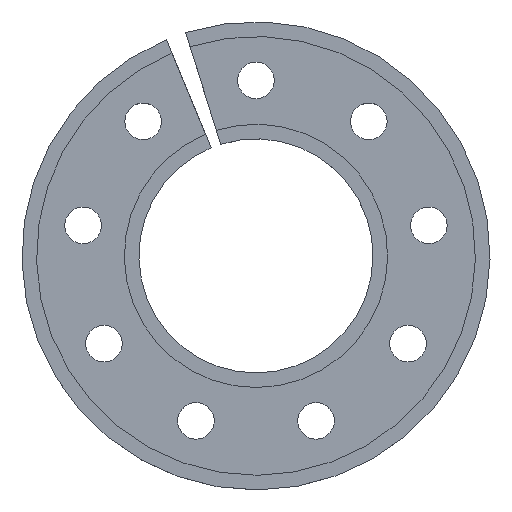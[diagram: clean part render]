
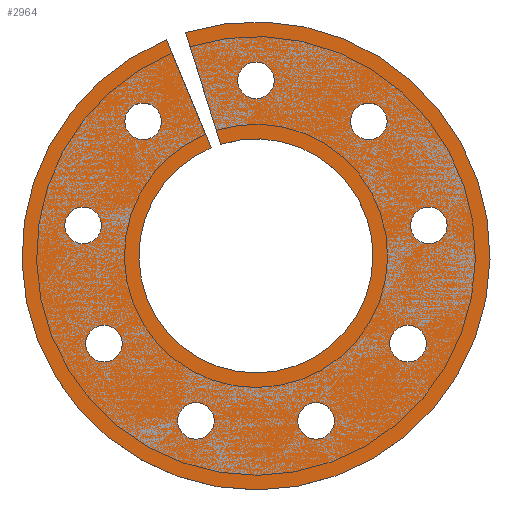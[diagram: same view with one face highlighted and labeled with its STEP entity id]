
A CAD part, top view. The second image highlights one B-rep face of the part: STEP entity #2964.
In plain terms, the highlighted planar face has unit normal (0, 0, 1).
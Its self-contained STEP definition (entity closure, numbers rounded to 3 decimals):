
#163=FACE_BOUND('',#607,.T.);
#164=FACE_BOUND('',#608,.T.);
#165=FACE_BOUND('',#609,.T.);
#166=FACE_BOUND('',#610,.T.);
#167=FACE_BOUND('',#611,.T.);
#168=FACE_BOUND('',#612,.T.);
#169=FACE_BOUND('',#613,.T.);
#170=FACE_BOUND('',#614,.T.);
#171=FACE_BOUND('',#615,.T.);
#289=PLANE('',#3351);
#384=FACE_OUTER_BOUND('',#606,.T.);
#606=EDGE_LOOP('',(#2365,#2366,#2367,#2368));
#607=EDGE_LOOP('',(#2369));
#608=EDGE_LOOP('',(#2370));
#609=EDGE_LOOP('',(#2371));
#610=EDGE_LOOP('',(#2372));
#611=EDGE_LOOP('',(#2373));
#612=EDGE_LOOP('',(#2374));
#613=EDGE_LOOP('',(#2375));
#614=EDGE_LOOP('',(#2376));
#615=EDGE_LOOP('',(#2377));
#870=LINE('',#4892,#1040);
#874=LINE('',#4904,#1044);
#1040=VECTOR('',#3996,10.);
#1044=VECTOR('',#4008,10.);
#1219=CIRCLE('',#3317,3.969);
#1221=CIRCLE('',#3320,3.969);
#1223=CIRCLE('',#3323,3.969);
#1225=CIRCLE('',#3326,3.969);
#1227=CIRCLE('',#3329,3.969);
#1229=CIRCLE('',#3332,3.969);
#1231=CIRCLE('',#3335,3.969);
#1233=CIRCLE('',#3338,3.969);
#1235=CIRCLE('',#3341,3.969);
#1238=CIRCLE('',#3346,25.4);
#1240=CIRCLE('',#3350,50.8);
#1455=VERTEX_POINT('',#4832);
#1457=VERTEX_POINT('',#4838);
#1459=VERTEX_POINT('',#4844);
#1461=VERTEX_POINT('',#4850);
#1463=VERTEX_POINT('',#4856);
#1465=VERTEX_POINT('',#4862);
#1467=VERTEX_POINT('',#4868);
#1469=VERTEX_POINT('',#4874);
#1471=VERTEX_POINT('',#4880);
#1475=VERTEX_POINT('',#4889);
#1476=VERTEX_POINT('',#4891);
#1478=VERTEX_POINT('',#4897);
#1480=VERTEX_POINT('',#4903);
#1767=EDGE_CURVE('',#1455,#1455,#1219,.T.);
#1770=EDGE_CURVE('',#1457,#1457,#1221,.T.);
#1773=EDGE_CURVE('',#1459,#1459,#1223,.T.);
#1776=EDGE_CURVE('',#1461,#1461,#1225,.T.);
#1779=EDGE_CURVE('',#1463,#1463,#1227,.T.);
#1782=EDGE_CURVE('',#1465,#1465,#1229,.T.);
#1785=EDGE_CURVE('',#1467,#1467,#1231,.T.);
#1788=EDGE_CURVE('',#1469,#1469,#1233,.T.);
#1791=EDGE_CURVE('',#1471,#1471,#1235,.T.);
#1796=EDGE_CURVE('',#1476,#1475,#870,.T.);
#1799=EDGE_CURVE('',#1478,#1476,#1238,.T.);
#1802=EDGE_CURVE('',#1480,#1478,#874,.T.);
#1805=EDGE_CURVE('',#1475,#1480,#1240,.T.);
#2365=ORIENTED_EDGE('',*,*,#1805,.T.);
#2366=ORIENTED_EDGE('',*,*,#1802,.T.);
#2367=ORIENTED_EDGE('',*,*,#1799,.T.);
#2368=ORIENTED_EDGE('',*,*,#1796,.T.);
#2369=ORIENTED_EDGE('',*,*,#1791,.T.);
#2370=ORIENTED_EDGE('',*,*,#1788,.T.);
#2371=ORIENTED_EDGE('',*,*,#1785,.T.);
#2372=ORIENTED_EDGE('',*,*,#1782,.T.);
#2373=ORIENTED_EDGE('',*,*,#1779,.T.);
#2374=ORIENTED_EDGE('',*,*,#1776,.T.);
#2375=ORIENTED_EDGE('',*,*,#1773,.T.);
#2376=ORIENTED_EDGE('',*,*,#1770,.T.);
#2377=ORIENTED_EDGE('',*,*,#1767,.T.);
#2964=ADVANCED_FACE('',(#384,#163,#164,#165,#166,#167,#168,#169,#170,#171),
#289,.T.);
#3317=AXIS2_PLACEMENT_3D('',#4833,#3931,#3932);
#3320=AXIS2_PLACEMENT_3D('',#4839,#3938,#3939);
#3323=AXIS2_PLACEMENT_3D('',#4845,#3945,#3946);
#3326=AXIS2_PLACEMENT_3D('',#4851,#3952,#3953);
#3329=AXIS2_PLACEMENT_3D('',#4857,#3959,#3960);
#3332=AXIS2_PLACEMENT_3D('',#4863,#3966,#3967);
#3335=AXIS2_PLACEMENT_3D('',#4869,#3973,#3974);
#3338=AXIS2_PLACEMENT_3D('',#4875,#3980,#3981);
#3341=AXIS2_PLACEMENT_3D('',#4881,#3987,#3988);
#3346=AXIS2_PLACEMENT_3D('',#4898,#4002,#4003);
#3350=AXIS2_PLACEMENT_3D('',#4908,#4014,#4015);
#3351=AXIS2_PLACEMENT_3D('',#4909,#4016,#4017);
#3931=DIRECTION('center_axis',(0.,0.,-1.));
#3932=DIRECTION('ref_axis',(1.,0.,0.));
#3938=DIRECTION('center_axis',(0.,0.,-1.));
#3939=DIRECTION('ref_axis',(1.,0.,0.));
#3945=DIRECTION('center_axis',(0.,0.,-1.));
#3946=DIRECTION('ref_axis',(1.,0.,0.));
#3952=DIRECTION('center_axis',(0.,0.,-1.));
#3953=DIRECTION('ref_axis',(1.,0.,0.));
#3959=DIRECTION('center_axis',(0.,0.,-1.));
#3960=DIRECTION('ref_axis',(1.,0.,0.));
#3966=DIRECTION('center_axis',(0.,0.,-1.));
#3967=DIRECTION('ref_axis',(1.,0.,0.));
#3973=DIRECTION('center_axis',(0.,0.,-1.));
#3974=DIRECTION('ref_axis',(1.,0.,0.));
#3980=DIRECTION('center_axis',(0.,0.,-1.));
#3981=DIRECTION('ref_axis',(1.,0.,0.));
#3987=DIRECTION('center_axis',(0.,0.,-1.));
#3988=DIRECTION('ref_axis',(1.,0.,0.));
#3996=DIRECTION('',(-0.383,0.924,0.));
#4002=DIRECTION('center_axis',(0.,0.,-1.));
#4003=DIRECTION('ref_axis',(-0.383,0.924,0.));
#4008=DIRECTION('',(0.301,-0.954,0.));
#4014=DIRECTION('center_axis',(0.,0.,1.));
#4015=DIRECTION('ref_axis',(-0.383,0.924,0.));
#4016=DIRECTION('center_axis',(0.,0.,1.));
#4017=DIRECTION('ref_axis',(1.,0.,0.));
#4832=CARTESIAN_POINT('',(-3.969,38.1,5.));
#4833=CARTESIAN_POINT('Origin',(0.,38.1,5.));
#4838=CARTESIAN_POINT('',(-17.,-35.802,5.));
#4839=CARTESIAN_POINT('Origin',(-13.031,-35.802,5.));
#4844=CARTESIAN_POINT('',(9.062,-35.802,5.));
#4845=CARTESIAN_POINT('Origin',(13.031,-35.802,5.));
#4850=CARTESIAN_POINT('',(-28.459,29.186,5.));
#4851=CARTESIAN_POINT('Origin',(-24.49,29.186,5.));
#4856=CARTESIAN_POINT('',(20.521,29.186,5.));
#4857=CARTESIAN_POINT('Origin',(24.49,29.186,5.));
#4862=CARTESIAN_POINT('',(33.552,6.616,5.));
#4863=CARTESIAN_POINT('Origin',(37.521,6.616,5.));
#4868=CARTESIAN_POINT('',(29.027,-19.05,5.));
#4869=CARTESIAN_POINT('Origin',(32.996,-19.05,5.));
#4874=CARTESIAN_POINT('',(-36.964,-19.05,5.));
#4875=CARTESIAN_POINT('Origin',(-32.996,-19.05,5.));
#4880=CARTESIAN_POINT('',(-41.49,6.616,5.));
#4881=CARTESIAN_POINT('Origin',(-37.521,6.616,5.));
#4889=CARTESIAN_POINT('',(-19.44,46.933,5.));
#4891=CARTESIAN_POINT('',(-9.72,23.467,5.));
#4892=CARTESIAN_POINT('',(-9.72,23.467,5.));
#4897=CARTESIAN_POINT('',(-7.638,24.224,5.));
#4898=CARTESIAN_POINT('Origin',(0.,0.,
5.));
#4903=CARTESIAN_POINT('',(-15.276,48.449,5.));
#4904=CARTESIAN_POINT('',(-7.638,24.224,5.));
#4908=CARTESIAN_POINT('Origin',(0.,0.,
5.));
#4909=CARTESIAN_POINT('Origin',(0.,0.,5.));
